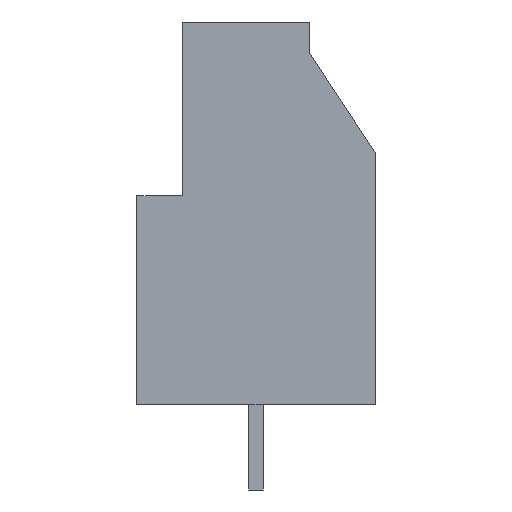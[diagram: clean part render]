
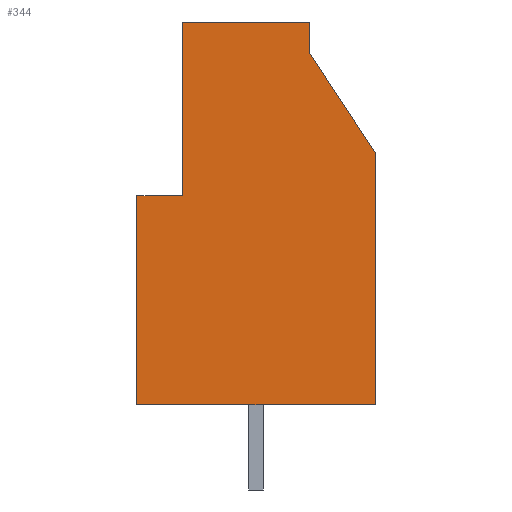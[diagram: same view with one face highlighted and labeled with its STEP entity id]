
A CAD part, front view. The second image highlights one B-rep face of the part: STEP entity #344.
In plain terms, the highlighted planar face has unit normal (0, -1, 0).
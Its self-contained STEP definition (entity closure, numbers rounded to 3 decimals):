
#344=ADVANCED_FACE('',(#3263),#3265,.F.);
#3263=FACE_OUTER_BOUND('',#3264,.T.);
#3264=EDGE_LOOP('',(#5586,#5587,#5588,#5589,#5590,#5591,#5592,#5593));
#3265=PLANE('',#3266);
#3266=AXIS2_PLACEMENT_3D('',#3267,#3268,#3269);
#3267=CARTESIAN_POINT('',(0.,-2.54,0.));
#3268=DIRECTION('',(-0.,1.,0.));
#3269=DIRECTION('',(1.,0.,0.));
#5586=ORIENTED_EDGE('',*,*,#6976,.F.);
#5587=ORIENTED_EDGE('',*,*,#6970,.F.);
#5588=ORIENTED_EDGE('',*,*,#6967,.F.);
#5589=ORIENTED_EDGE('',*,*,#6974,.F.);
#5590=ORIENTED_EDGE('',*,*,#6980,.F.);
#5591=ORIENTED_EDGE('',*,*,#6983,.F.);
#5592=ORIENTED_EDGE('',*,*,#6986,.F.);
#5593=ORIENTED_EDGE('',*,*,#7036,.F.);
#6967=EDGE_CURVE('',#7738,#7740,#7741,.T.);
#6970=EDGE_CURVE('',#7740,#7745,#7746,.T.);
#6974=EDGE_CURVE('',#7750,#7738,#7752,.T.);
#6976=EDGE_CURVE('',#7745,#7755,#7756,.T.);
#6980=EDGE_CURVE('',#7760,#7750,#7762,.T.);
#6983=EDGE_CURVE('',#7765,#7760,#7767,.T.);
#6986=EDGE_CURVE('',#7770,#7765,#7772,.T.);
#7036=EDGE_CURVE('',#7755,#7770,#7870,.T.);
#7738=VERTEX_POINT('',#9078);
#7740=VERTEX_POINT('',#9082);
#7741=LINE('',#9083,#9084);
#7745=VERTEX_POINT('',#9093);
#7746=LINE('',#9094,#9095);
#7750=VERTEX_POINT('',#9104);
#7752=LINE('',#9108,#9109);
#7755=VERTEX_POINT('',#9115);
#7756=LINE('',#9116,#9117);
#7760=VERTEX_POINT('',#9126);
#7762=LINE('',#9130,#9131);
#7765=VERTEX_POINT('',#9137);
#7767=LINE('',#9141,#9142);
#7770=VERTEX_POINT('',#9148);
#7772=LINE('',#9152,#9153);
#7870=LINE('',#9350,#9351);
#9078=CARTESIAN_POINT('',(-3.451,-2.54,18.002));
#9082=CARTESIAN_POINT('',(2.532,-2.54,18.002));
#9083=CARTESIAN_POINT('',(-3.451,-2.54,18.002));
#9084=VECTOR('',#9085,1.);
#9085=DIRECTION('',(1.,0.,0.));
#9093=CARTESIAN_POINT('',(2.532,-2.54,16.521));
#9094=CARTESIAN_POINT('',(2.532,-2.54,18.002));
#9095=VECTOR('',#9096,1.);
#9096=DIRECTION('',(0.,0.,-1.));
#9104=CARTESIAN_POINT('',(-3.451,-2.54,9.84));
#9108=CARTESIAN_POINT('',(-3.451,-2.54,9.84));
#9109=VECTOR('',#9110,1.);
#9110=DIRECTION('',(0.,0.,1.));
#9115=CARTESIAN_POINT('',(5.6,-2.54,11.852));
#9116=CARTESIAN_POINT('',(2.532,-2.54,16.521));
#9117=VECTOR('',#9118,1.);
#9118=DIRECTION('',(0.549,0.,-0.836));
#9126=CARTESIAN_POINT('',(-5.6,-2.54,9.84));
#9130=CARTESIAN_POINT('',(-5.6,-2.54,9.84));
#9131=VECTOR('',#9132,1.);
#9132=DIRECTION('',(1.,0.,0.));
#9137=CARTESIAN_POINT('',(-5.6,-2.54,0.));
#9141=CARTESIAN_POINT('',(-5.6,-2.54,0.));
#9142=VECTOR('',#9143,1.);
#9143=DIRECTION('',(0.,0.,1.));
#9148=CARTESIAN_POINT('',(5.6,-2.54,0.));
#9152=CARTESIAN_POINT('',(5.6,-2.54,0.));
#9153=VECTOR('',#9154,1.);
#9154=DIRECTION('',(-1.,0.,0.));
#9350=CARTESIAN_POINT('',(5.6,-2.54,11.852));
#9351=VECTOR('',#9352,1.);
#9352=DIRECTION('',(0.,0.,-1.));
